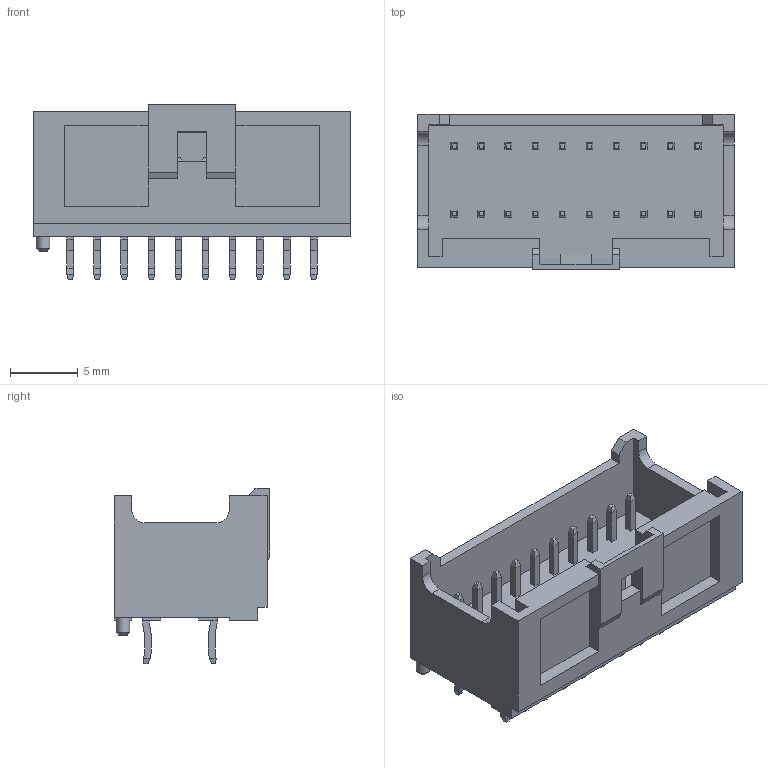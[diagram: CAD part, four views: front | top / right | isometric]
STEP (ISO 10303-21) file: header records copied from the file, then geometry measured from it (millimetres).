
FILE_DESCRIPTION(/* description */ ('Unknown'),/* implementation_level */ '2;1');
FILE_NAME(/* name */ 'J_Wurth_WR-WTB_62402021622',/* time_stamp */ '2025-05-26T14:44:31+08:00',/* author */ ('Unknown'),/* organization */ ('Unknown'),/* preprocessor_version */ 'ST-DEVELOPER v19.4',/* originating_system */ 'Solid Edge',/* authorisation */ 'Unknown');
FILE_SCHEMA (('AUTOMOTIVE_DESIGN {1 0 10303 214 3 1 1}'));
Length unit declared in the file: millimetre
Products named in the file (2): J_Wurth_WR-WTB_62402021622
Assembly tree (1 placements, depth 2):
  J_Wurth_WR-WTB_62402021622
    J_Wurth_WR-WTB_62402021622
Bounding box: 23.4 x 11.5 x 12.95 mm (x, y, z)
Volume: 998.3 mm3; surface area: 1918.4 mm2
Topology: 1 solids, 1 shells, 680 faces, 1761 edges, 1145 vertices
Faces by surface type: plane 674, cylinder 5, cone 1
Full cylindrical faces by diameter (mm): 1 x1
Entity records: 24988 total; most frequent: CARTESIAN_POINT 3584, ORIENTED_EDGE 3516, DIRECTION 3133, EDGE_CURVE 1758, LINE 1747, VECTOR 1747, VERTEX_POINT 1144, EDGE_LOOP 746
